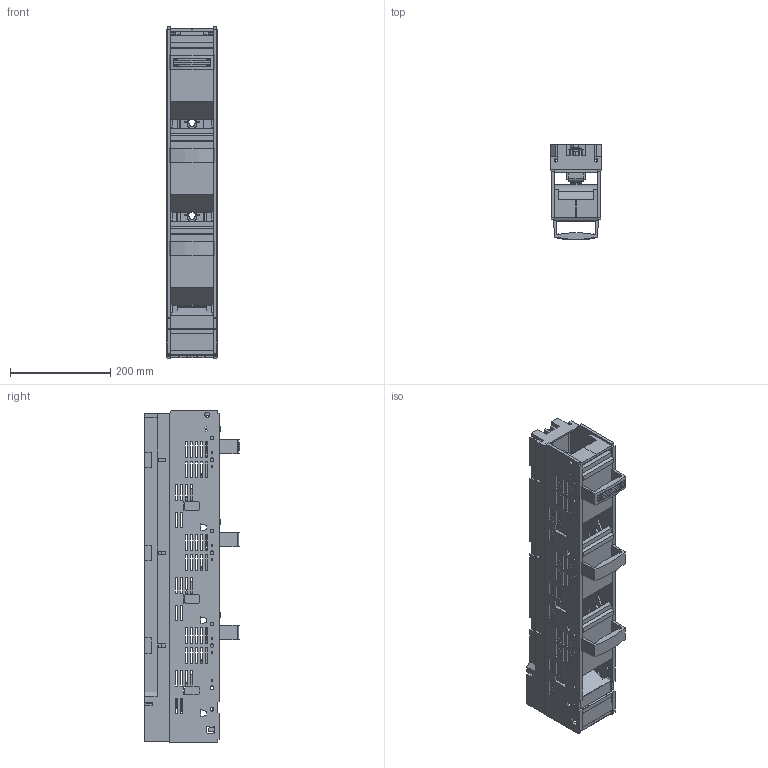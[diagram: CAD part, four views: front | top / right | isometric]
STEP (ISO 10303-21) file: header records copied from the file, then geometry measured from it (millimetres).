
FILE_DESCRIPTION(('CATIA V5 STEP'),'2;1');
FILE_NAME('L0582_NH_Wandlerlastschaltleiste_SL1_3x_3A_W.stp','2018-09-12T05:34:54+00:00',('none'),('Jean Müller GmbH'),'CATIA Version 5 Release 19 SP 9 (IN-10)','CATIA V5 STEP AP214','none');
FILE_SCHEMA(('AUTOMOTIVE_DESIGN { 1 0 10303 214 1 1 1 1 }'));
Products named in the file (1): L0582_NH-Wandlerlastschaltleiste
Bounding box: 100 x 190.51 x 661 mm (x, y, z)
Volume: 3021693.1 mm3; surface area: 990452.9 mm2
Topology: 11 solids, 11 shells, 2486 faces, 6748 edges, 4291 vertices
Faces by surface type: plane 2120, cylinder 216, bspline 100, cone 50
Entity records: 77599 total; most frequent: CARTESIAN_POINT 18843, ORIENTED_EDGE 13496, DIRECTION 9523, EDGE_CURVE 6748, VECTOR 5425, LINE 5425, VERTEX_POINT 4291, EDGE_LOOP 2863
